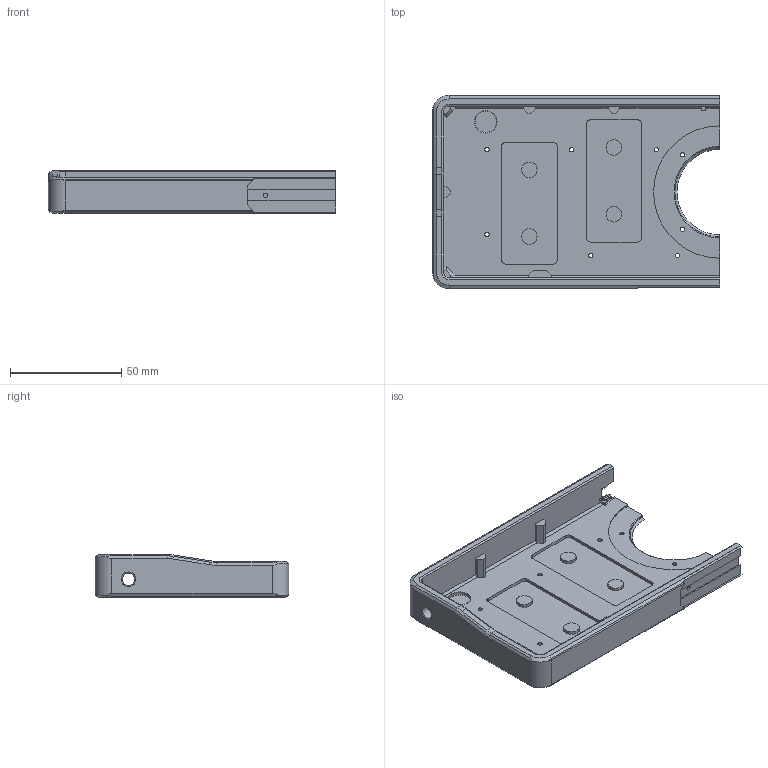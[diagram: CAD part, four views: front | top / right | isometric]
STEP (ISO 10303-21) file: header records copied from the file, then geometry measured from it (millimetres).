
FILE_DESCRIPTION(/* description */ ('STEP AP242','CAx-IF Rec.Pracs.---Representation and Presentation of Product Manufacturing Information (PMI)---4.0---2014-10-13','CAx-IF Rec.Pracs.---3D Tessellated Geometry---0.4---2014-09-14','2;1'),/* implementation_level */ '2;1');
FILE_NAME(/* name */ '659fa527ab4d6a061adaf608',/* time_stamp */ '2024-01-11T08:22:00Z',/* author */ (''),/* organization */ (''),/* preprocessor_version */ 'ST-DEVELOPER v19.4',/* originating_system */ ' ',/* authorisation */ ' ');
FILE_SCHEMA (('AP242_MANAGED_MODEL_BASED_3D_ENGINEERING_MIM_LF { 1 0 10303 442 1 1 4 }'));
Length unit declared in the file: metre
Products named in the file (1): CaseL
Bounding box: 129.24 x 87.23 x 19.3 mm (x, y, z)
Volume: 49421.1 mm3; surface area: 33140 mm2
Topology: 1 solids, 1 shells, 284 faces, 728 edges, 459 vertices
Faces by surface type: plane 181, cylinder 55, cone 44, sphere 4
Full cylindrical faces by diameter (mm): 2 x9, 3.6 x8, 5.6 x1, 7 x4, 10.166 x1, 10.2 x1
Entity records: 8353 total; most frequent: CARTESIAN_POINT 1494, DIRECTION 1401, ORIENTED_EDGE 1372, EDGE_CURVE 686, LINE 497, VECTOR 497, VERTEX_POINT 457, AXIS2_PLACEMENT_3D 452
